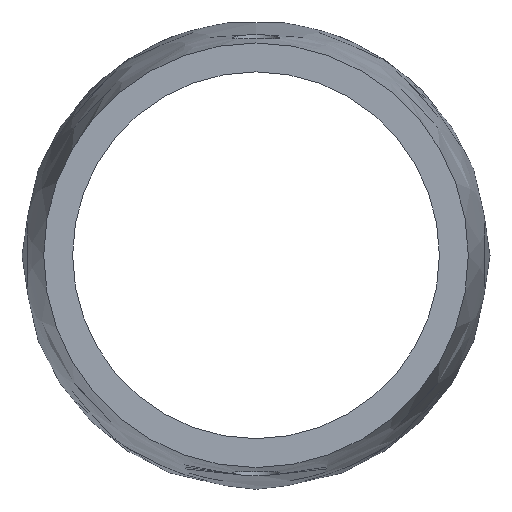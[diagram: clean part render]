
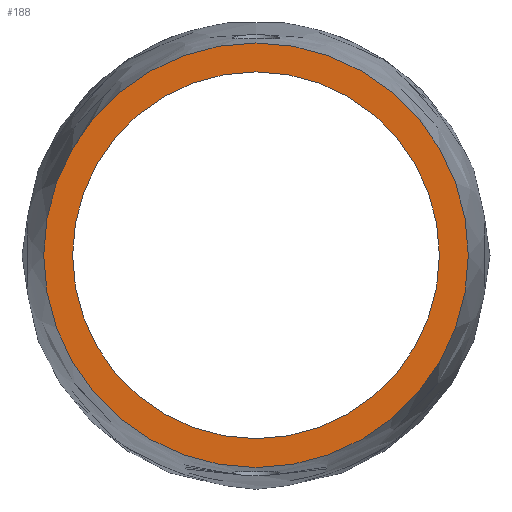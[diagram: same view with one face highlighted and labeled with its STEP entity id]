
A CAD part, left-side view. The second image highlights one B-rep face of the part: STEP entity #188.
In plain terms, the highlighted planar face has unit normal (-1, 0, 0).
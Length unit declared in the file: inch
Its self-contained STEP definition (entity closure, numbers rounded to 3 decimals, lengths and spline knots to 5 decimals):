
#24=FACE_BOUND('',#53,.T.);
#29=CIRCLE('',#218,0.634);
#30=CIRCLE('',#220,0.734);
#32=PLANE('',#219);
#39=FACE_OUTER_BOUND('',#52,.T.);
#52=EDGE_LOOP('',(#161));
#53=EDGE_LOOP('',(#162));
#97=VERTEX_POINT('',#691);
#98=VERTEX_POINT('',#695);
#120=EDGE_CURVE('',#97,#97,#29,.T.);
#121=EDGE_CURVE('',#98,#98,#30,.T.);
#161=ORIENTED_EDGE('',*,*,#121,.F.);
#162=ORIENTED_EDGE('',*,*,#120,.T.);
#188=ADVANCED_FACE('',(#39,#24),#32,.T.);
#218=AXIS2_PLACEMENT_3D('',#693,#244,#245);
#219=AXIS2_PLACEMENT_3D('',#694,#246,#247);
#220=AXIS2_PLACEMENT_3D('',#696,#248,#249);
#244=DIRECTION('center_axis',(1.,0.,0.));
#245=DIRECTION('ref_axis',(0.,0.,-1.));
#246=DIRECTION('center_axis',(-1.,0.,0.));
#247=DIRECTION('ref_axis',(0.,0.,1.));
#248=DIRECTION('center_axis',(1.,0.,0.));
#249=DIRECTION('ref_axis',(0.,0.,-1.));
#691=CARTESIAN_POINT('',(0.,-0.634,0.));
#693=CARTESIAN_POINT('Origin',(0.,0.,0.));
#694=CARTESIAN_POINT('Origin',(0.,0.734,0.));
#695=CARTESIAN_POINT('',(0.,0.,0.734));
#696=CARTESIAN_POINT('Origin',(0.,0.,0.));
